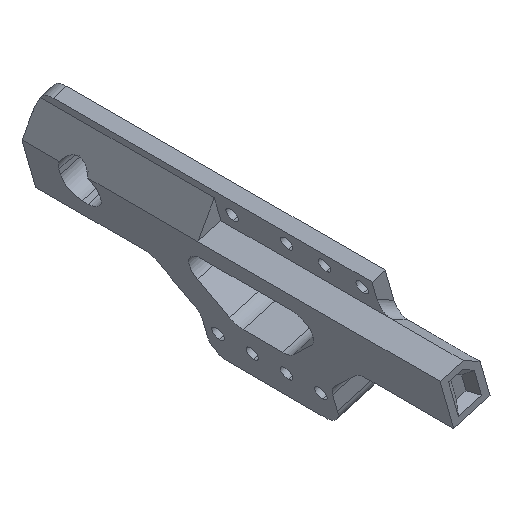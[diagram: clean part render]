
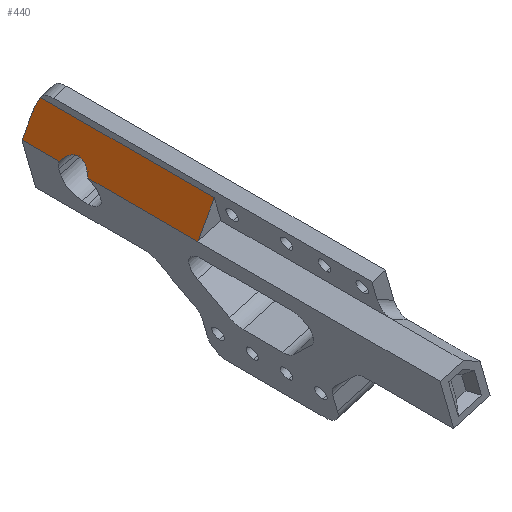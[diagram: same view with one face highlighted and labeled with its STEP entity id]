
A CAD part, isometric view. The second image highlights one B-rep face of the part: STEP entity #440.
In plain terms, the highlighted planar face has unit normal (-0.875, 0, 0.485).
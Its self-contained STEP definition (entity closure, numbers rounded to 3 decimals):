
#6 = DIRECTION ( 'NONE',  ( 0., 1., 0. ) ) ;
#23 = ORIENTED_EDGE ( 'NONE', *, *, #1584, .F. ) ;
#45 = EDGE_CURVE ( 'NONE', #471, #638, #2021, .T. ) ;
#79 = VECTOR ( 'NONE', #130, 1000. ) ;
#130 = DIRECTION ( 'NONE',  ( 0., 1., 0. ) ) ;
#167 = CARTESIAN_POINT ( 'NONE',  ( 8.004, 81.464, 156.094 ) ) ;
#173 = EDGE_LOOP ( 'NONE', ( #770, #1725, #1625, #247, #1290, #1660, #758, #23, #936 ) ) ;
#204 = VERTEX_POINT ( 'NONE', #298 ) ;
#247 = ORIENTED_EDGE ( 'NONE', *, *, #813, .F. ) ;
#298 = CARTESIAN_POINT ( 'NONE',  ( 7.527, 89.115, 155.233 ) ) ;
#308 = LINE ( 'NONE', #2088, #1073 ) ;
#407 = AXIS2_PLACEMENT_3D ( 'NONE', #1617, #1273, #2157 ) ;
#440 = ADVANCED_FACE ( 'NONE', ( #1079 ), #898, .T. ) ;
#466 = LINE ( 'NONE', #1760, #79 ) ;
#469 = VECTOR ( 'NONE', #6, 1000. ) ;
#471 = VERTEX_POINT ( 'NONE', #780 ) ;
#531 = CARTESIAN_POINT ( 'NONE',  ( 12.332, 48.7, 163.897 ) ) ;
#557 = VERTEX_POINT ( 'NONE', #1495 ) ;
#607 = CARTESIAN_POINT ( 'NONE',  ( 9.461, 83.589, 158.721 ) ) ;
#620 = CARTESIAN_POINT ( 'NONE',  ( 12.332, 37.227, 163.897 ) ) ;
#638 = VERTEX_POINT ( 'NONE', #2084 ) ;
#716 = LINE ( 'NONE', #1432, #469 ) ;
#728 = VERTEX_POINT ( 'NONE', #1931 ) ;
#753 = VERTEX_POINT ( 'NONE', #531 ) ;
#758 = ORIENTED_EDGE ( 'NONE', *, *, #2120, .T. ) ;
#770 = ORIENTED_EDGE ( 'NONE', *, *, #995, .T. ) ;
#780 = CARTESIAN_POINT ( 'NONE',  ( 7.527, 100., 155.233 ) ) ;
#811 = CARTESIAN_POINT ( 'NONE',  ( 9.009, 86.677, 157.905 ) ) ;
#813 = EDGE_CURVE ( 'NONE', #204, #471, #716, .T. ) ;
#898 = PLANE ( 'NONE',  #407 ) ;
#936 = ORIENTED_EDGE ( 'NONE', *, *, #1581, .T. ) ;
#987 = LINE ( 'NONE', #607, #1638 ) ;
#995 = EDGE_CURVE ( 'NONE', #753, #1797, #1316, .T. ) ;
#1042 = DIRECTION ( 'NONE',  ( 0.485, 0., 0.875 ) ) ;
#1073 = VECTOR ( 'NONE', #1042, 1000. ) ;
#1079 = FACE_OUTER_BOUND ( 'NONE', #173, .T. ) ;
#1088 = CARTESIAN_POINT ( 'NONE',  ( 8.656, 82.415, 157.269 ) ) ;
#1094 = VERTEX_POINT ( 'NONE', #1176 ) ;
#1176 = CARTESIAN_POINT ( 'NONE',  ( 7.527, 80.769, 155.233 ) ) ;
#1216 = CARTESIAN_POINT ( 'NONE',  ( 11.806, 99.77, 162.95 ) ) ;
#1232 =( BOUNDED_CURVE ( )  B_SPLINE_CURVE ( 3, ( #1840, #1307, #811, #1496 ),
 .UNSPECIFIED., .F., .F. ) 
 B_SPLINE_CURVE_WITH_KNOTS ( ( 4, 4 ),
 ( 2.175, 3.142 ),
 .UNSPECIFIED. ) 
 CURVE ( )  GEOMETRIC_REPRESENTATION_ITEM ( )  RATIONAL_B_SPLINE_CURVE ( ( 1., 0.924, 0.924, 1. ) ) 
 REPRESENTATION_ITEM ( '' )  );
#1273 = DIRECTION ( 'NONE',  ( -0.875, 0., 0.485 ) ) ;
#1290 = ORIENTED_EDGE ( 'NONE', *, *, #1726, .T. ) ;
#1307 = CARTESIAN_POINT ( 'NONE',  ( 8.474, 88.163, 156.941 ) ) ;
#1316 = LINE ( 'NONE', #620, #1451 ) ;
#1340 = DIRECTION ( 'NONE',  ( 0., 1., 0. ) ) ;
#1362 = CARTESIAN_POINT ( 'NONE',  ( 12.332, 99.327, 163.897 ) ) ;
#1371 = CARTESIAN_POINT ( 'NONE',  ( 8.004, 81.464, 156.094 ) ) ;
#1432 = CARTESIAN_POINT ( 'NONE',  ( 7.527, 37.227, 155.233 ) ) ;
#1451 = VECTOR ( 'NONE', #1340, 1000. ) ;
#1465 =( BOUNDED_CURVE ( )  B_SPLINE_CURVE ( 3, ( #1823, #1812, #1088, #167 ),
 .UNSPECIFIED., .F., .F. ) 
 B_SPLINE_CURVE_WITH_KNOTS ( ( 4, 4 ),
 ( 3.142, 3.927 ),
 .UNSPECIFIED. ) 
 CURVE ( )  GEOMETRIC_REPRESENTATION_ITEM ( )  RATIONAL_B_SPLINE_CURVE ( ( 1., 0.949, 0.949, 1. ) ) 
 REPRESENTATION_ITEM ( '' )  );
#1495 = CARTESIAN_POINT ( 'NONE',  ( 7.527, 48.7, 155.233 ) ) ;
#1496 = CARTESIAN_POINT ( 'NONE',  ( 9.009, 85., 157.905 ) ) ;
#1552 = CARTESIAN_POINT ( 'NONE',  ( 11.22, 100., 161.893 ) ) ;
#1576 = EDGE_CURVE ( 'NONE', #1797, #638, #2208, .T. ) ;
#1581 = EDGE_CURVE ( 'NONE', #557, #753, #308, .T. ) ;
#1584 = EDGE_CURVE ( 'NONE', #557, #1094, #466, .T. ) ;
#1617 = CARTESIAN_POINT ( 'NONE',  ( 7.527, 37.227, 155.233 ) ) ;
#1625 = ORIENTED_EDGE ( 'NONE', *, *, #45, .F. ) ;
#1638 = VECTOR ( 'NONE', #1848, 1000. ) ;
#1660 = ORIENTED_EDGE ( 'NONE', *, *, #2046, .T. ) ;
#1725 = ORIENTED_EDGE ( 'NONE', *, *, #1576, .T. ) ;
#1726 = EDGE_CURVE ( 'NONE', #204, #728, #1232, .T. ) ;
#1760 = CARTESIAN_POINT ( 'NONE',  ( 7.527, 37.227, 155.233 ) ) ;
#1797 = VERTEX_POINT ( 'NONE', #2227 ) ;
#1812 = CARTESIAN_POINT ( 'NONE',  ( 9.009, 83.656, 157.905 ) ) ;
#1823 = CARTESIAN_POINT ( 'NONE',  ( 9.009, 85., 157.905 ) ) ;
#1830 = DIRECTION ( 'NONE',  ( 0.485, 0., 0.875 ) ) ;
#1840 = CARTESIAN_POINT ( 'NONE',  ( 7.527, 89.115, 155.233 ) ) ;
#1848 = DIRECTION ( 'NONE',  ( -0.396, -0.577, -0.714 ) ) ;
#1931 = CARTESIAN_POINT ( 'NONE',  ( 9.009, 85., 157.905 ) ) ;
#1934 = CARTESIAN_POINT ( 'NONE',  ( 10.613, 100., 160.798 ) ) ;
#1944 = VECTOR ( 'NONE', #1830, 1000. ) ;
#2008 = CARTESIAN_POINT ( 'NONE',  ( 7.527, 100., 155.233 ) ) ;
#2021 = LINE ( 'NONE', #2008, #1944 ) ;
#2046 = EDGE_CURVE ( 'NONE', #728, #2305, #1465, .T. ) ;
#2084 = CARTESIAN_POINT ( 'NONE',  ( 10.613, 100., 160.798 ) ) ;
#2088 = CARTESIAN_POINT ( 'NONE',  ( 7.527, 48.7, 155.233 ) ) ;
#2120 = EDGE_CURVE ( 'NONE', #2305, #1094, #987, .T. ) ;
#2157 = DIRECTION ( 'NONE',  ( 0.485, 0., 0.875 ) ) ;
#2208 =( BOUNDED_CURVE ( )  B_SPLINE_CURVE ( 3, ( #1362, #1216, #1552, #1934 ),
 .UNSPECIFIED., .F., .F. ) 
 B_SPLINE_CURVE_WITH_KNOTS ( ( 4, 4 ),
 ( 4.188, 4.712 ),
 .UNSPECIFIED. ) 
 CURVE ( )  GEOMETRIC_REPRESENTATION_ITEM ( )  RATIONAL_B_SPLINE_CURVE ( ( 1., 0.977, 0.977, 1. ) ) 
 REPRESENTATION_ITEM ( '' )  );
#2227 = CARTESIAN_POINT ( 'NONE',  ( 12.332, 99.327, 163.897 ) ) ;
#2305 = VERTEX_POINT ( 'NONE', #1371 ) ;
